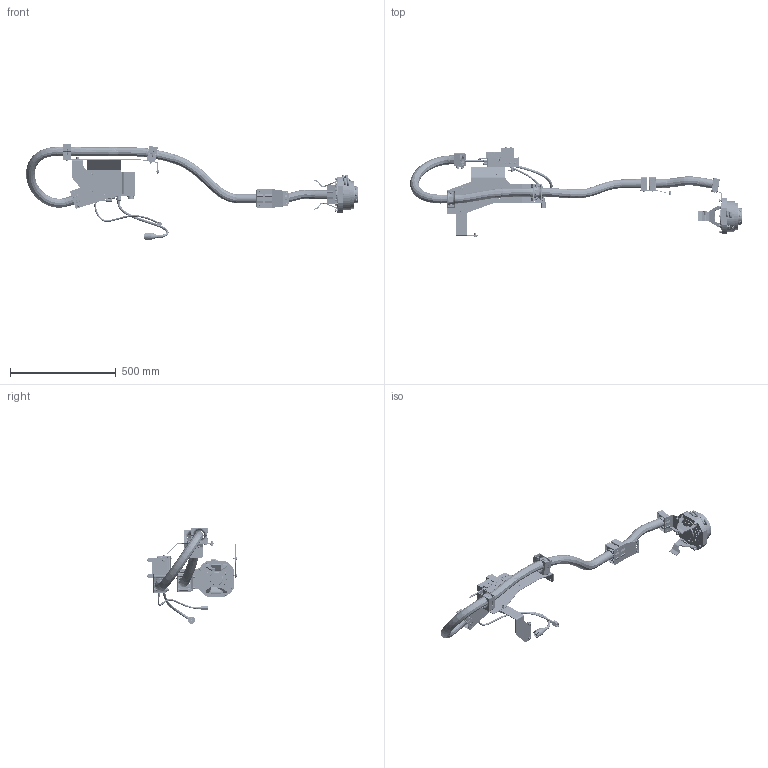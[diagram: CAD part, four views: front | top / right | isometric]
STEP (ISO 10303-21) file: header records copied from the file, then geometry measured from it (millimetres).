
FILE_DESCRIPTION (( 'STEP AP203' ), '1' );
FILE_NAME ('TS132-401.STEP', '2020-04-20T05:19:02', ( '' ), ( '' ), 'SwSTEP 2.0', 'SolidWorks 2019', '' );
FILE_SCHEMA (( 'CONFIG_CONTROL_DESIGN' ));
Products named in the file (1): TS132-401
Bounding box: 1567.55 x 428.04 x 452.06 mm (x, y, z)
Volume: 4532170.6 mm3; surface area: 1638469.7 mm2
Topology: 204 solids, 206 shells, 8145 faces, 19879 edges, 12535 vertices
Faces by surface type: plane 3097, cylinder 2730, bspline 1246, cone 512, torus 444, sphere 116
Entity records: 348359 total; most frequent: CARTESIAN_POINT 160984, ORIENTED_EDGE 39362, DIRECTION 37887, EDGE_CURVE 19681, AXIS2_PLACEMENT_3D 14168, VERTEX_POINT 12511, LINE 9551, VECTOR 9551
